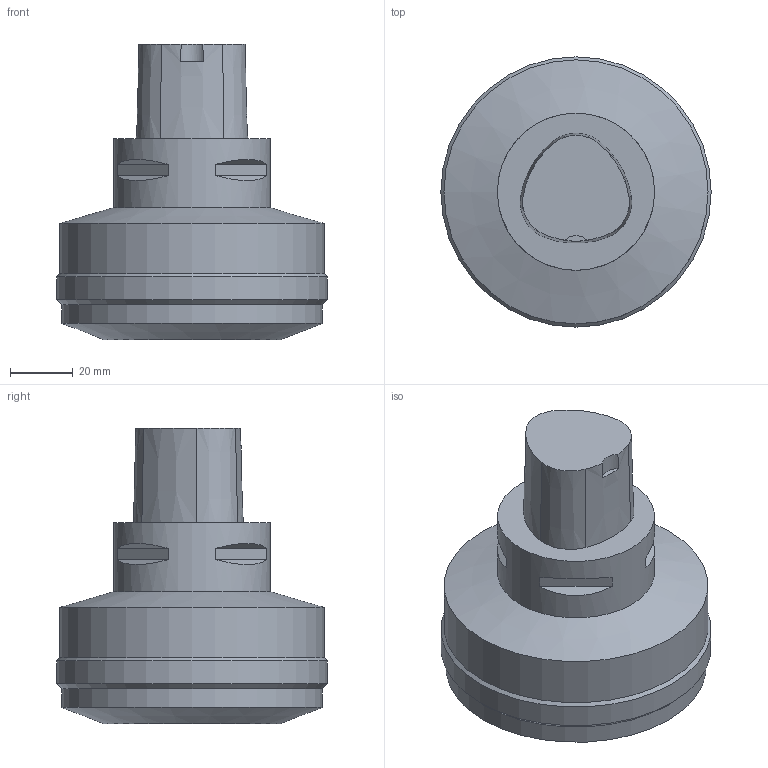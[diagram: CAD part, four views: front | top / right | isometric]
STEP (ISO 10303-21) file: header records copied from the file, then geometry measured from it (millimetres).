
FILE_DESCRIPTION(/* description */ (''),/* implementation_level */ '2;1');
FILE_NAME(/* name */ '1566221904055.stp',/* time_stamp */ '2019-08-19T15:38:29+02:00',/* author */ (''),/* organization */ ('SMS'),/* preprocessor_version */ 'ST-DEVELOPER v16.7',/* originating_system */ 'SIEMENS PLM Software NX 12.0',/* authorisation */ '');
FILE_SCHEMA (('AUTOMOTIVE_DESIGN { 1 0 10303 214 3 1 1 1 }'));
Length unit declared in the file: millimetre
Products named in the file (1): 112030120mod000_00
Bounding box: 86 x 86 x 94 mm (x, y, z)
Volume: 285257.1 mm3; surface area: 27030.5 mm2
Topology: 1 solids, 3 shells, 38 faces, 84 edges, 59 vertices
Faces by surface type: plane 19, cone 12, cylinder 7
Full cylindrical faces by diameter (mm): 4.004 x2, 50 x1, 83 x1, 84 x1, 86 x1
Entity records: 991 total; most frequent: DIRECTION 182, CARTESIAN_POINT 161, ORIENTED_EDGE 124, AXIS2_PLACEMENT_3D 80, EDGE_CURVE 62, EDGE_LOOP 54, VERTEX_POINT 48, ADVANCED_FACE 38
